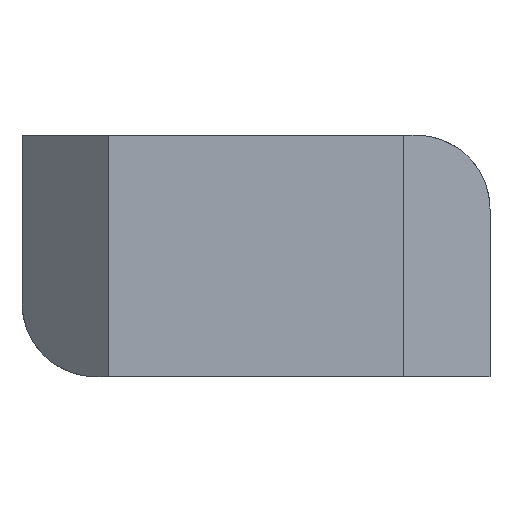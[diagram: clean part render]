
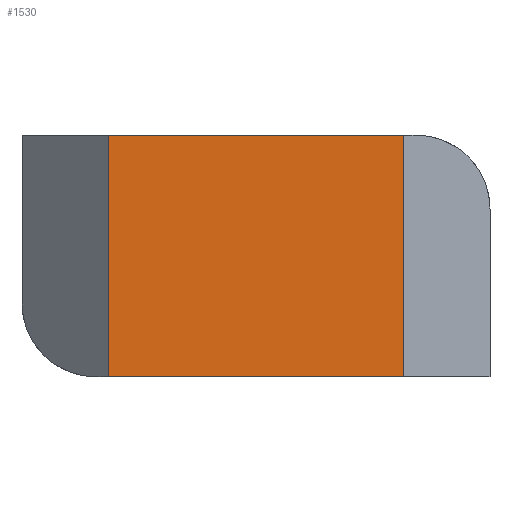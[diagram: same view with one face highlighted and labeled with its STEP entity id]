
A CAD part, front view. The second image highlights one B-rep face of the part: STEP entity #1530.
In plain terms, the highlighted planar face has unit normal (0, -1, 0).
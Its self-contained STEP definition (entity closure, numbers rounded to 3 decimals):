
#89 = VERTEX_POINT ( 'NONE', #1906 ) ;
#93 = VERTEX_POINT ( 'NONE', #1902 ) ;
#122 = VERTEX_POINT ( 'NONE', #1870 ) ;
#524 = VERTEX_POINT ( 'NONE', #4053 ) ;
#747 = EDGE_CURVE ( 'NONE', #89, #93, #4584, .T. ) ;
#946 = CARTESIAN_POINT ( 'NONE',  ( -6., 0., 4.9 ) ) ;
#947 = DIRECTION ( 'NONE',  ( 1., 0., 0. ) ) ;
#1530 = ADVANCED_FACE ( 'NONE', ( #4714 ), #2079, .F. ) ;
#1797 = EDGE_CURVE ( 'NONE', #89, #524, #2556, .T. ) ;
#1798 = EDGE_CURVE ( 'NONE', #524, #122, #2553, .T. ) ;
#1799 = EDGE_CURVE ( 'NONE', #93, #122, #2560, .T. ) ;
#1870 = CARTESIAN_POINT ( 'NONE',  ( 6., 0., -4.9 ) ) ;
#1902 = CARTESIAN_POINT ( 'NONE',  ( 6., 0., 4.9 ) ) ;
#1906 = CARTESIAN_POINT ( 'NONE',  ( -6., 0., 4.9 ) ) ;
#2072 = CARTESIAN_POINT ( 'NONE',  ( -6., 0., 4.9 ) ) ;
#2079 = PLANE ( 'NONE',  #4969 ) ;
#2081 = DIRECTION ( 'NONE',  ( 0., 1., 0. ) ) ;
#2082 = DIRECTION ( 'NONE',  ( 0., 0., 1. ) ) ;
#2448 = CARTESIAN_POINT ( 'NONE',  ( -6., 0., -4.9 ) ) ;
#2453 = CARTESIAN_POINT ( 'NONE',  ( -6., 0., 4.9 ) ) ;
#2455 = DIRECTION ( 'NONE',  ( 0., 0., -1. ) ) ;
#2456 = DIRECTION ( 'NONE',  ( 1., 0., 0. ) ) ;
#2457 = CARTESIAN_POINT ( 'NONE',  ( 6., 0., 4.9 ) ) ;
#2458 = DIRECTION ( 'NONE',  ( 0., 0., -1. ) ) ;
#2553 = LINE ( 'NONE', #2448, #2561 ) ;
#2556 = LINE ( 'NONE', #2453, #2559 ) ;
#2559 = VECTOR ( 'NONE', #2455, 1000. ) ;
#2560 = LINE ( 'NONE', #2457, #2563 ) ;
#2561 = VECTOR ( 'NONE', #2456, 1000. ) ;
#2563 = VECTOR ( 'NONE', #2458, 1000. ) ;
#3676 = EDGE_LOOP ( 'NONE', ( #4870, #4877, #4869, #4861 ) ) ;
#4053 = CARTESIAN_POINT ( 'NONE',  ( -6., 0., -4.9 ) ) ;
#4584 = LINE ( 'NONE', #946, #4587 ) ;
#4587 = VECTOR ( 'NONE', #947, 1000. ) ;
#4714 = FACE_OUTER_BOUND ( 'NONE', #3676, .T. ) ;
#4861 = ORIENTED_EDGE ( 'NONE', *, *, #1797, .T. ) ;
#4869 = ORIENTED_EDGE ( 'NONE', *, *, #747, .F. ) ;
#4870 = ORIENTED_EDGE ( 'NONE', *, *, #1798, .T. ) ;
#4877 = ORIENTED_EDGE ( 'NONE', *, *, #1799, .F. ) ;
#4969 = AXIS2_PLACEMENT_3D ( 'NONE', #2072, #2081, #2082 ) ;
